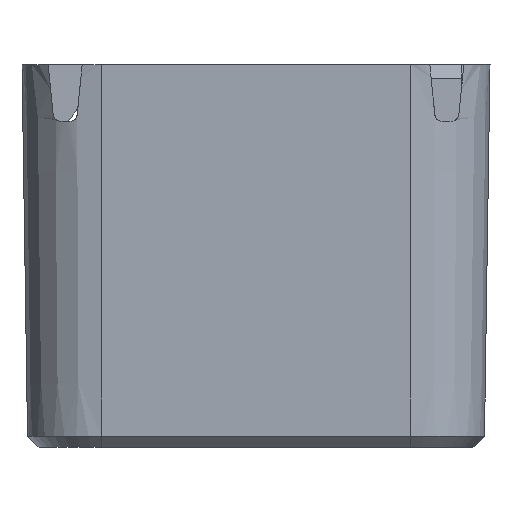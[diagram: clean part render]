
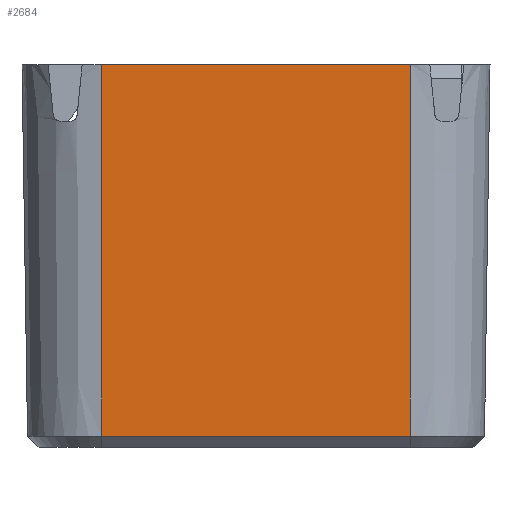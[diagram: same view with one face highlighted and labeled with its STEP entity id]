
A CAD part, left-side view. The second image highlights one B-rep face of the part: STEP entity #2684.
In plain terms, the highlighted planar face has unit normal (-1, 0, -0.015).
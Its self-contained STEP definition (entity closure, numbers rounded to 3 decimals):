
#32 = PLANE('',#33);
#33 = AXIS2_PLACEMENT_3D('',#34,#35,#36);
#34 = CARTESIAN_POINT('',(14.1,2.5,33.7));
#35 = DIRECTION('',(0.,0.,-1.));
#36 = DIRECTION('',(-1.,0.,0.));
#146 = VERTEX_POINT('',#147);
#147 = CARTESIAN_POINT('',(0.,7.,33.7));
#162 = CONICAL_SURFACE('',#163,7.,0.015);
#163 = AXIS2_PLACEMENT_3D('',#164,#165,#166);
#164 = CARTESIAN_POINT('',(7.,7.,33.7));
#165 = DIRECTION('',(0.,0.,1.));
#166 = DIRECTION('',(-1.,0.,0.));
#174 = EDGE_CURVE('',#146,#175,#177,.T.);
#175 = VERTEX_POINT('',#176);
#176 = CARTESIAN_POINT('',(0.,34.2,33.7));
#177 = SURFACE_CURVE('',#178,(#182,#189),.PCURVE_S1.);
#178 = LINE('',#179,#180);
#179 = CARTESIAN_POINT('',(0.,0.,33.7));
#180 = VECTOR('',#181,1.);
#181 = DIRECTION('',(0.,1.,0.));
#182 = PCURVE('',#32,#183);
#183 = DEFINITIONAL_REPRESENTATION('',(#184),#188);
#184 = LINE('',#185,#186);
#185 = CARTESIAN_POINT('',(14.1,-2.5));
#186 = VECTOR('',#187,1.);
#187 = DIRECTION('',(0.,1.));
#188 = ( GEOMETRIC_REPRESENTATION_CONTEXT(2) 
PARAMETRIC_REPRESENTATION_CONTEXT() REPRESENTATION_CONTEXT('2D SPACE',''
  ) );
#189 = PCURVE('',#190,#195);
#190 = PLANE('',#191);
#191 = AXIS2_PLACEMENT_3D('',#192,#193,#194);
#192 = CARTESIAN_POINT('',(0.5,0.,0.));
#193 = DIRECTION('',(-1.,0.,-0.015));
#194 = DIRECTION('',(0.,1.,0.));
#195 = DEFINITIONAL_REPRESENTATION('',(#196),#200);
#196 = LINE('',#197,#198);
#197 = CARTESIAN_POINT('',(0.,-33.704));
#198 = VECTOR('',#199,1.);
#199 = DIRECTION('',(1.,0.));
#200 = ( GEOMETRIC_REPRESENTATION_CONTEXT(2) 
PARAMETRIC_REPRESENTATION_CONTEXT() REPRESENTATION_CONTEXT('2D SPACE',''
  ) );
#219 = CONICAL_SURFACE('',#220,7.,0.015);
#220 = AXIS2_PLACEMENT_3D('',#221,#222,#223);
#221 = CARTESIAN_POINT('',(7.,34.2,33.7));
#222 = DIRECTION('',(0.,0.,1.));
#223 = DIRECTION('',(-1.,0.,0.));
#2152 = VERTEX_POINT('',#2153);
#2153 = CARTESIAN_POINT('',(0.485,34.2,1.));
#2180 = EDGE_CURVE('',#2152,#175,#2181,.T.);
#2181 = SURFACE_CURVE('',#2182,(#2186,#2193),.PCURVE_S1.);
#2182 = LINE('',#2183,#2184);
#2183 = CARTESIAN_POINT('',(0.5,34.2,0.));
#2184 = VECTOR('',#2185,1.);
#2185 = DIRECTION('',(-0.015,0.,1.));
#2186 = PCURVE('',#219,#2187);
#2187 = DEFINITIONAL_REPRESENTATION('',(#2188),#2192);
#2188 = LINE('',#2189,#2190);
#2189 = CARTESIAN_POINT('',(-0.,-33.7));
#2190 = VECTOR('',#2191,1.);
#2191 = DIRECTION('',(0.,1.));
#2192 = ( GEOMETRIC_REPRESENTATION_CONTEXT(2) 
PARAMETRIC_REPRESENTATION_CONTEXT() REPRESENTATION_CONTEXT('2D SPACE',''
  ) );
#2193 = PCURVE('',#190,#2194);
#2194 = DEFINITIONAL_REPRESENTATION('',(#2195),#2199);
#2195 = LINE('',#2196,#2197);
#2196 = CARTESIAN_POINT('',(34.2,0.));
#2197 = VECTOR('',#2198,1.);
#2198 = DIRECTION('',(0.,-1.));
#2199 = ( GEOMETRIC_REPRESENTATION_CONTEXT(2) 
PARAMETRIC_REPRESENTATION_CONTEXT() REPRESENTATION_CONTEXT('2D SPACE',''
  ) );
#2684 = ADVANCED_FACE('',(#2685),#190,.T.);
#2685 = FACE_BOUND('',#2686,.T.);
#2686 = EDGE_LOOP('',(#2687,#2688,#2716,#2734));
#2687 = ORIENTED_EDGE('',*,*,#2180,.F.);
#2688 = ORIENTED_EDGE('',*,*,#2689,.F.);
#2689 = EDGE_CURVE('',#2690,#2152,#2692,.T.);
#2690 = VERTEX_POINT('',#2691);
#2691 = CARTESIAN_POINT('',(0.485,7.,1.));
#2692 = SURFACE_CURVE('',#2693,(#2697,#2704),.PCURVE_S1.);
#2693 = LINE('',#2694,#2695);
#2694 = CARTESIAN_POINT('',(0.485,7.,1.));
#2695 = VECTOR('',#2696,1.);
#2696 = DIRECTION('',(0.,1.,0.));
#2697 = PCURVE('',#190,#2698);
#2698 = DEFINITIONAL_REPRESENTATION('',(#2699),#2703);
#2699 = LINE('',#2700,#2701);
#2700 = CARTESIAN_POINT('',(7.,-1.));
#2701 = VECTOR('',#2702,1.);
#2702 = DIRECTION('',(1.,0.));
#2703 = ( GEOMETRIC_REPRESENTATION_CONTEXT(2) 
PARAMETRIC_REPRESENTATION_CONTEXT() REPRESENTATION_CONTEXT('2D SPACE',''
  ) );
#2704 = PCURVE('',#2705,#2710);
#2705 = PLANE('',#2706);
#2706 = AXIS2_PLACEMENT_3D('',#2707,#2708,#2709);
#2707 = CARTESIAN_POINT('',(0.993,7.,0.5));
#2708 = DIRECTION('',(-0.702,0.,-0.712)
  );
#2709 = DIRECTION('',(0.,-1.,0.));
#2710 = DEFINITIONAL_REPRESENTATION('',(#2711),#2715);
#2711 = LINE('',#2712,#2713);
#2712 = CARTESIAN_POINT('',(-0.,0.712));
#2713 = VECTOR('',#2714,1.);
#2714 = DIRECTION('',(-1.,0.));
#2715 = ( GEOMETRIC_REPRESENTATION_CONTEXT(2) 
PARAMETRIC_REPRESENTATION_CONTEXT() REPRESENTATION_CONTEXT('2D SPACE',''
  ) );
#2716 = ORIENTED_EDGE('',*,*,#2717,.F.);
#2717 = EDGE_CURVE('',#146,#2690,#2718,.T.);
#2718 = SURFACE_CURVE('',#2719,(#2722,#2728),.PCURVE_S1.);
#2719 = B_SPLINE_CURVE_WITH_KNOTS('',1,(#2720,#2721),.UNSPECIFIED.,.F.,
  .F.,(2,2),(0.,1.),.PIECEWISE_BEZIER_KNOTS.);
#2720 = CARTESIAN_POINT('',(0.,7.,33.7));
#2721 = CARTESIAN_POINT('',(0.5,7.,0.));
#2722 = PCURVE('',#190,#2723);
#2723 = DEFINITIONAL_REPRESENTATION('',(#2724),#2727);
#2724 = B_SPLINE_CURVE_WITH_KNOTS('',1,(#2725,#2726),.UNSPECIFIED.,.F.,
  .F.,(2,2),(0.,1.),.PIECEWISE_BEZIER_KNOTS.);
#2725 = CARTESIAN_POINT('',(7.,-33.704));
#2726 = CARTESIAN_POINT('',(7.,0.));
#2727 = ( GEOMETRIC_REPRESENTATION_CONTEXT(2) 
PARAMETRIC_REPRESENTATION_CONTEXT() REPRESENTATION_CONTEXT('2D SPACE',''
  ) );
#2728 = PCURVE('',#162,#2729);
#2729 = DEFINITIONAL_REPRESENTATION('',(#2730),#2733);
#2730 = B_SPLINE_CURVE_WITH_KNOTS('',1,(#2731,#2732),.UNSPECIFIED.,.F.,
  .F.,(2,2),(0.,1.),.PIECEWISE_BEZIER_KNOTS.);
#2731 = CARTESIAN_POINT('',(-6.283,0.));
#2732 = CARTESIAN_POINT('',(-6.283,-33.7));
#2733 = ( GEOMETRIC_REPRESENTATION_CONTEXT(2) 
PARAMETRIC_REPRESENTATION_CONTEXT() REPRESENTATION_CONTEXT('2D SPACE',''
  ) );
#2734 = ORIENTED_EDGE('',*,*,#174,.T.);
